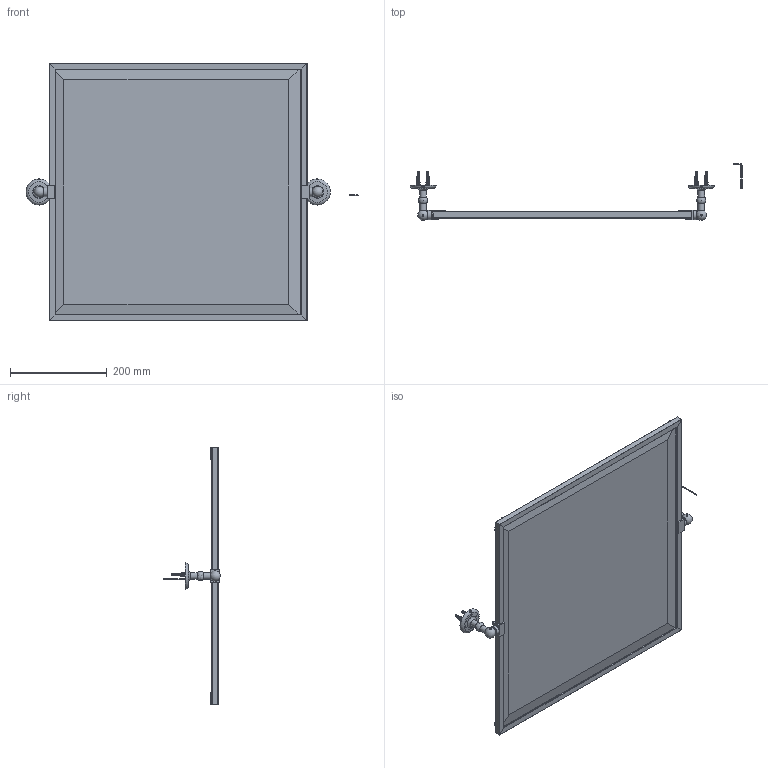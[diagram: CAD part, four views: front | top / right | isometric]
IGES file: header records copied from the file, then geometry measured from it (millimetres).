
Global section: file name: No Iges File Name specified; native system: Autodesk Inventor 2012; preprocessor: AutoDesk Inventor Iges Exporter R2012; author: sbajwa; date: 20130121.115221; units: millimetre
Bounding box: 688 x 117.59 x 534.5 mm (x, y, z)
Volume: 1790271.1 mm3; surface area: 740047.7 mm2
Topology: 56 solids, 56 shells, 1980 faces, 5444 edges, 3578 vertices
Faces by surface type: plane 1216, revolution 316, cone 172, cylinder 158, torus 92, bspline 22, sphere 4
Full cylindrical faces by diameter (mm): 3.571 x4, 3.92 x4, 4 x24, 4.018 x2, 5 x2, 6.3 x4, 7.29 x16, 8.2 x4, 8.4 x4, 8.64 x2, 13.6 x4, 19 x2, 54 x2
